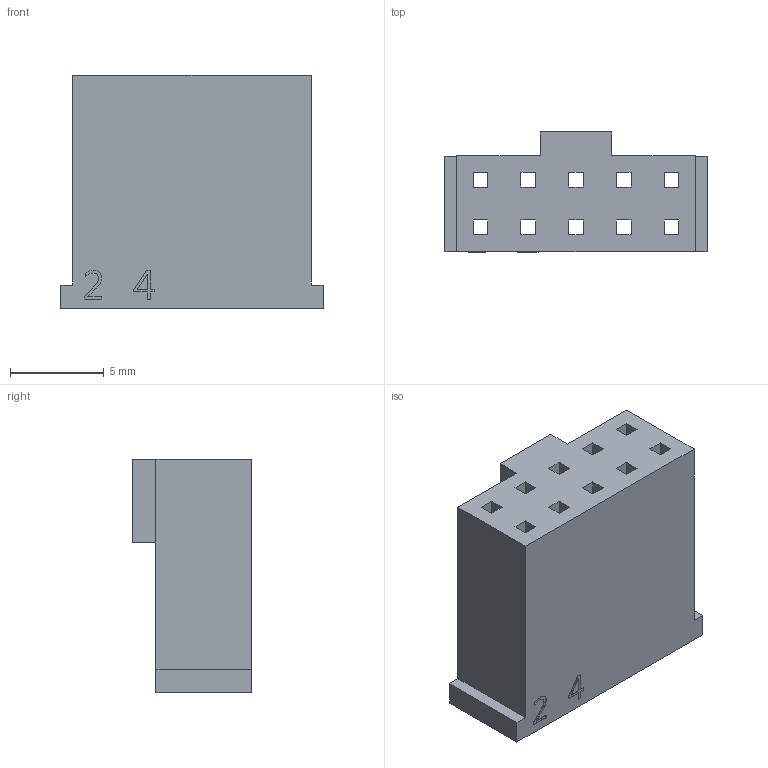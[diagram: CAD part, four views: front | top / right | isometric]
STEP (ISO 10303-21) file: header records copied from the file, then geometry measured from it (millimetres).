
FILE_DESCRIPTION( ( 'STEP AP214' ), '1' );
FILE_NAME( 'ISDM-05-K.stp', '2019-03-29T09:35:42', ( '' ), ( '' ), ' ', 'PARTsolutions', ' ' );
FILE_SCHEMA( ( 'AUTOMOTIVE_DESIGN { 1 0 10303 214 1 1 1 1 }' ) );
Length unit declared in the file: inch
Products named in the file (1): _ISDM-05-K
Bounding box: 13.97 x 6.38 x 12.45 mm (x, y, z)
Volume: 371.9 mm3; surface area: 1535.5 mm2
Topology: 1 solids, 1 shells, 214 faces, 579 edges, 386 vertices
Faces by surface type: plane 194, cylinder 20
Entity records: 8411 total; most frequent: CARTESIAN_POINT 1180, ORIENTED_EDGE 1158, DIRECTION 1049, EDGE_CURVE 579, LINE 539, VECTOR 539, VERTEX_POINT 386, EDGE_LOOP 263
